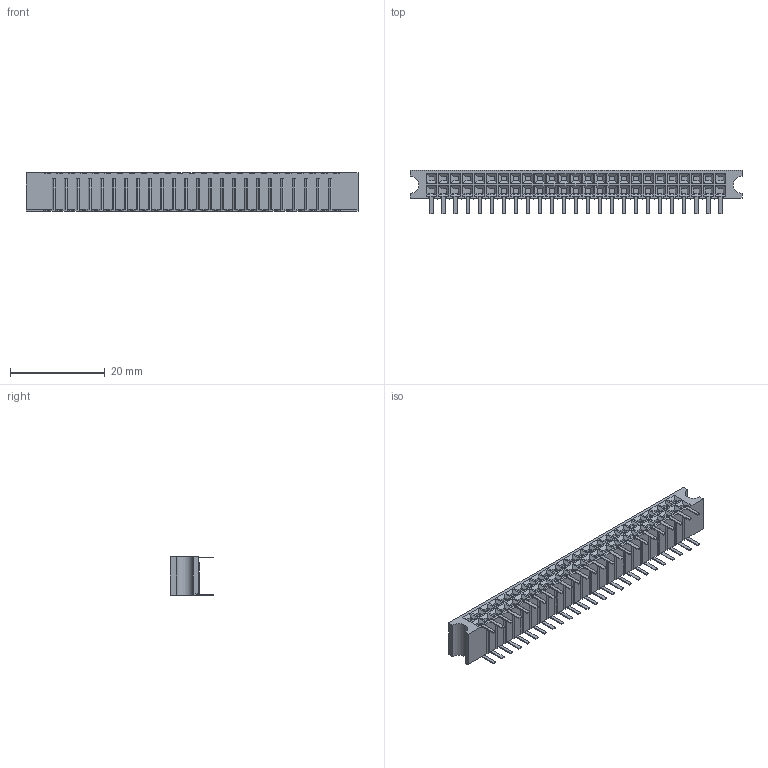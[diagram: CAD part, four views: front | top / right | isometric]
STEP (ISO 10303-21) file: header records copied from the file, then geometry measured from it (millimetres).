
FILE_DESCRIPTION(('FreeCAD Model'),'2;1');
FILE_NAME('Open CASCADE Shape Model','2022-02-05T23:56:08',('Author'),( ''),'Open CASCADE STEP processor 7.5','FreeCAD','Unknown');
FILE_SCHEMA(('AUTOMOTIVE_DESIGN { 1 0 10303 214 1 1 1 1 }'));
Length unit declared in the file: millimetre
Products named in the file (1): C-534204-1
Bounding box: 70.05 x 9.09 x 8.13 mm (x, y, z)
Volume: 3008.3 mm3; surface area: 3001.4 mm2
Topology: 1 solids, 1 shells, 1459 faces, 3996 edges, 2564 vertices
Faces by surface type: plane 1457, cylinder 2
Entity records: 107032 total; most frequent: CARTESIAN_POINT 16036, DIRECTION 14908, LINE 11980, VECTOR 11980, ORIENTED_EDGE 7992, PCURVE 7992, DEFINITIONAL_REPRESENTATION 7992, EDGE_CURVE 3996
